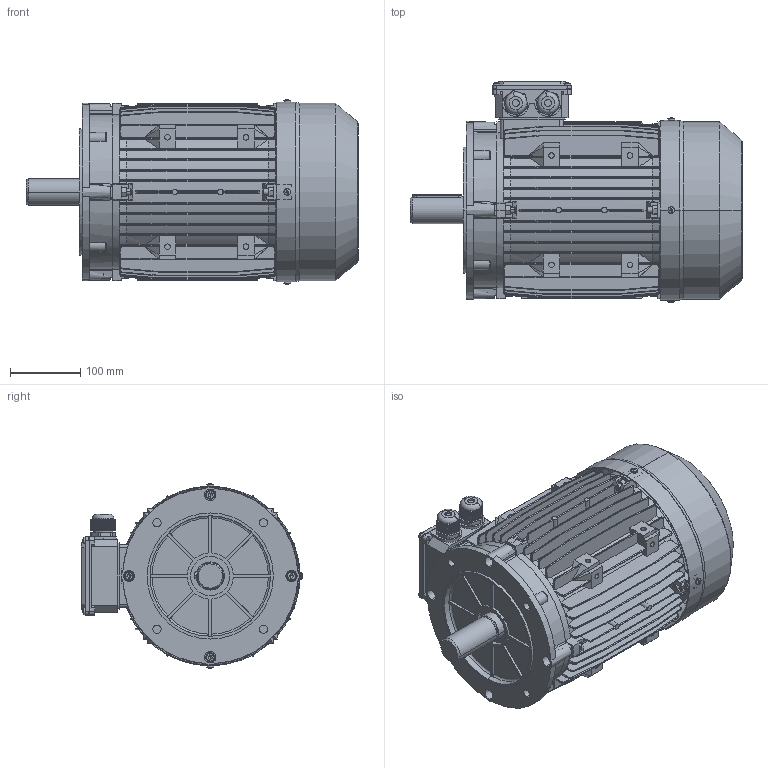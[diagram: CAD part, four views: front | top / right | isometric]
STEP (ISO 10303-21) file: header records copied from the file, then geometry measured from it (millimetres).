
FILE_DESCRIPTION (( 'STEP AP203' ), '1' );
FILE_NAME ('MS132M B14B.STEP', '2015-01-07T01:21:02', ( 'USER' ), ( 'MS' ), 'SwSTEP 2.0', 'SolidWorks 2008', '' );
FILE_SCHEMA (( 'CONFIG_CONTROL_DESIGN' ));
Length unit declared in the file: millimetre
Products named in the file (13): 132M机壳_默认; 132M转轴_默认; 132 后盖_默认; 132风叶_默认; MS132接线盒座_默认; Cross recessed thread forming screws GB_GB_CROSS_SCREWS_TYPE138 M5X10-N; Hexagon nuts grade C GB_GB_FASTENER_NUT_SNC1 M8-N; Hexagon socket head cap screws GB_GB_FASTENER_SCREWS_HSHCS M8X40-N; MS132M B14B; MS132接线盒盖_默认; 112-132出线螺套_默认; 132 B14B盖_默认; 132风罩_默认
Assembly tree (34 placements, depth 2):
  MS132M B14B
    132M机壳_默认
    Cross recessed thread forming screws GB_GB_CROSS_SCREWS_TYPE138 M5X10-N  x8
    Hexagon nuts grade C GB_GB_FASTENER_NUT_SNC1 M8-N  x8
    Hexagon socket head cap screws GB_GB_FASTENER_SCREWS_HSHCS M8X40-N  x8
    132 后盖_默认
    132M转轴_默认
    112-132出线螺套_默认  x2
    132风罩_默认
    MS132接线盒座_默认
    132风叶_默认
    MS132接线盒盖_默认
    132 B14B盖_默认
Bounding box: 473.99 x 315.87 x 263.74 mm (x, y, z)
Volume: 3249168.3 mm3; surface area: 1563767.6 mm2
Topology: 34 solids, 34 shells, 4372 faces, 11603 edges, 7382 vertices
Faces by surface type: plane 2588, cylinder 1134, bspline 292, cone 221, torus 109, sphere 28
Entity records: 126124 total; most frequent: CARTESIAN_POINT 35052, ORIENTED_EDGE 19646, DIRECTION 16959, EDGE_CURVE 9823, VECTOR 6337, LINE 6337, VERTEX_POINT 6247, AXIS2_PLACEMENT_3D 5311
